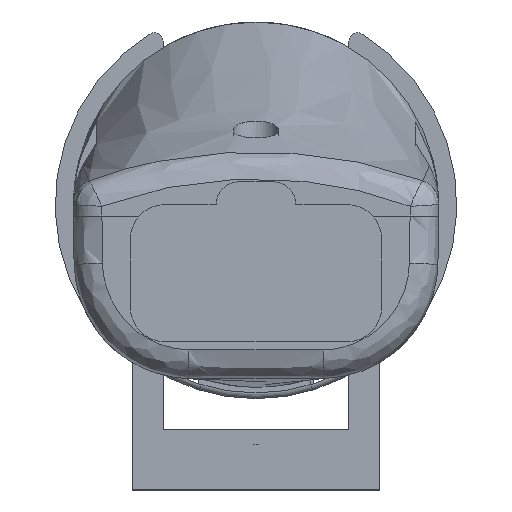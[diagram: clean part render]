
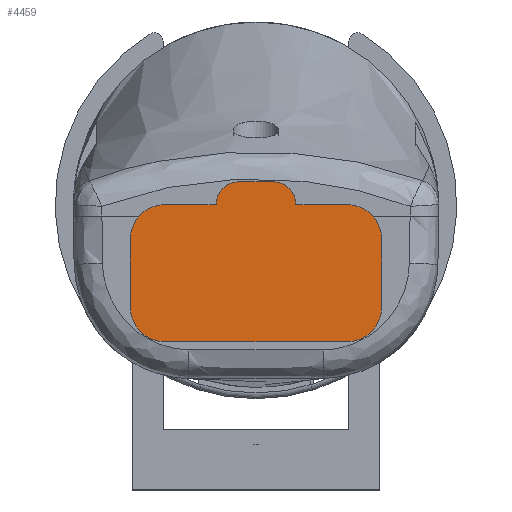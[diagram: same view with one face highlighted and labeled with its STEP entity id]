
A CAD part, front view. The second image highlights one B-rep face of the part: STEP entity #4459.
In plain terms, the highlighted planar face has unit normal (0, -1, 0).
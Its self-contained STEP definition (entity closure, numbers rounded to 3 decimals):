
#421=CIRCLE('',#4763,3.);
#423=CIRCLE('',#4767,3.);
#425=CIRCLE('',#4771,3.);
#426=CIRCLE('',#4772,2.);
#427=CIRCLE('',#4773,2.);
#428=CIRCLE('',#4774,3.);
#655=FACE_OUTER_BOUND('',#848,.T.);
#848=EDGE_LOOP('',(#3959,#3960,#3961,#3962,#3963,#3964,#3965,#3966,#3967,
#3968,#3969,#3970));
#1211=LINE('',#9824,#1610);
#1214=LINE('',#9836,#1613);
#1217=LINE('',#9844,#1616);
#1218=LINE('',#9848,#1617);
#1219=LINE('',#9852,#1618);
#1220=LINE('',#9854,#1619);
#1610=VECTOR('',#5625,6.);
#1613=VECTOR('',#5636,6.);
#1616=VECTOR('',#5643,4.5);
#1617=VECTOR('',#5646,3.);
#1618=VECTOR('',#5649,4.5);
#1619=VECTOR('',#5652,16.);
#2200=VERTEX_POINT('',#9811);
#2201=VERTEX_POINT('',#9812);
#2205=VERTEX_POINT('',#9822);
#2206=VERTEX_POINT('',#9826);
#2207=VERTEX_POINT('',#9827);
#2210=VERTEX_POINT('',#9835);
#2212=VERTEX_POINT('',#9841);
#2213=VERTEX_POINT('',#9843);
#2214=VERTEX_POINT('',#9845);
#2215=VERTEX_POINT('',#9847);
#2216=VERTEX_POINT('',#9849);
#2217=VERTEX_POINT('',#9851);
#2940=EDGE_CURVE('',#2200,#2201,#421,.T.);
#2946=EDGE_CURVE('',#2200,#2205,#1211,.T.);
#2947=EDGE_CURVE('',#2206,#2207,#423,.T.);
#2951=EDGE_CURVE('',#2210,#2207,#1214,.T.);
#2954=EDGE_CURVE('',#2212,#2205,#425,.T.);
#2955=EDGE_CURVE('',#2212,#2213,#1217,.T.);
#2956=EDGE_CURVE('',#2214,#2213,#426,.T.);
#2957=EDGE_CURVE('',#2215,#2214,#1218,.T.);
#2958=EDGE_CURVE('',#2216,#2215,#427,.T.);
#2959=EDGE_CURVE('',#2216,#2217,#1219,.T.);
#2960=EDGE_CURVE('',#2210,#2217,#428,.T.);
#2961=EDGE_CURVE('',#2206,#2201,#1220,.T.);
#3959=ORIENTED_EDGE('',*,*,#2940,.F.);
#3960=ORIENTED_EDGE('',*,*,#2946,.T.);
#3961=ORIENTED_EDGE('',*,*,#2954,.F.);
#3962=ORIENTED_EDGE('',*,*,#2955,.T.);
#3963=ORIENTED_EDGE('',*,*,#2956,.F.);
#3964=ORIENTED_EDGE('',*,*,#2957,.F.);
#3965=ORIENTED_EDGE('',*,*,#2958,.F.);
#3966=ORIENTED_EDGE('',*,*,#2959,.T.);
#3967=ORIENTED_EDGE('',*,*,#2960,.F.);
#3968=ORIENTED_EDGE('',*,*,#2951,.T.);
#3969=ORIENTED_EDGE('',*,*,#2947,.F.);
#3970=ORIENTED_EDGE('',*,*,#2961,.T.);
#4252=PLANE('',#4770);
#4459=ADVANCED_FACE('',(#655),#4252,.T.);
#4763=AXIS2_PLACEMENT_3D('',#9813,#5615,#5616);
#4767=AXIS2_PLACEMENT_3D('',#9828,#5628,#5629);
#4770=AXIS2_PLACEMENT_3D('',#9840,#5639,#5640);
#4771=AXIS2_PLACEMENT_3D('',#9842,#5641,#5642);
#4772=AXIS2_PLACEMENT_3D('',#9846,#5644,#5645);
#4773=AXIS2_PLACEMENT_3D('',#9850,#5647,#5648);
#4774=AXIS2_PLACEMENT_3D('',#9853,#5650,#5651);
#5615=DIRECTION('center_axis',(0.,1.,
0.));
#5616=DIRECTION('ref_axis',(0.707,0.,-0.707));
#5625=DIRECTION('',(0.,0.,1.));
#5628=DIRECTION('center_axis',(0.,1.,
0.));
#5629=DIRECTION('ref_axis',(-0.707,0.,-0.707));
#5636=DIRECTION('',(0.,0.,-1.));
#5639=DIRECTION('center_axis',(0.,-1.,
0.));
#5640=DIRECTION('ref_axis',(-1.,0.,0.));
#5641=DIRECTION('center_axis',(0.,1.,
0.));
#5642=DIRECTION('ref_axis',(0.707,0.,0.707));
#5643=DIRECTION('',(-1.,0.,0.));
#5644=DIRECTION('center_axis',(0.,1.,
0.));
#5645=DIRECTION('ref_axis',(0.707,0.,0.707));
#5646=DIRECTION('',(1.,0.,0.));
#5647=DIRECTION('center_axis',(0.,1.,
0.));
#5648=DIRECTION('ref_axis',(-0.707,0.,0.707));
#5649=DIRECTION('',(-1.,0.,0.));
#5650=DIRECTION('center_axis',(0.,1.,
0.));
#5651=DIRECTION('ref_axis',(-0.707,0.,0.707));
#5652=DIRECTION('',(1.,0.,0.));
#9811=CARTESIAN_POINT('',(11.,-60.563,19.003));
#9812=CARTESIAN_POINT('',(8.,-60.563,16.003));
#9813=CARTESIAN_POINT('Origin',(8.,-60.563,19.003));
#9822=CARTESIAN_POINT('',(11.,-60.562,25.003));
#9824=CARTESIAN_POINT('',(11.,-60.562,28.003));
#9826=CARTESIAN_POINT('',(-8.,-60.563,16.003));
#9827=CARTESIAN_POINT('',(-11.,-60.563,19.003));
#9828=CARTESIAN_POINT('Origin',(-8.,-60.563,19.003));
#9835=CARTESIAN_POINT('',(-11.,-60.562,25.003));
#9836=CARTESIAN_POINT('',(-11.,-60.563,16.003));
#9840=CARTESIAN_POINT('Origin',(0.,-60.563,
22.003));
#9841=CARTESIAN_POINT('',(8.,-60.562,28.003));
#9842=CARTESIAN_POINT('Origin',(8.,-60.562,25.003));
#9843=CARTESIAN_POINT('',(3.5,-60.562,28.003));
#9844=CARTESIAN_POINT('',(-11.,-60.562,28.003));
#9845=CARTESIAN_POINT('',(1.5,-60.562,30.003));
#9846=CARTESIAN_POINT('Origin',(1.5,-60.562,28.003));
#9847=CARTESIAN_POINT('',(-1.5,-60.562,30.003));
#9848=CARTESIAN_POINT('',(1.75,-60.562,30.003));
#9849=CARTESIAN_POINT('',(-3.5,-60.562,28.003));
#9850=CARTESIAN_POINT('Origin',(-1.5,-60.562,28.003));
#9851=CARTESIAN_POINT('',(-8.,-60.562,28.003));
#9852=CARTESIAN_POINT('',(-11.,-60.562,28.003));
#9853=CARTESIAN_POINT('Origin',(-8.,-60.562,25.003));
#9854=CARTESIAN_POINT('',(11.,-60.563,16.003));
